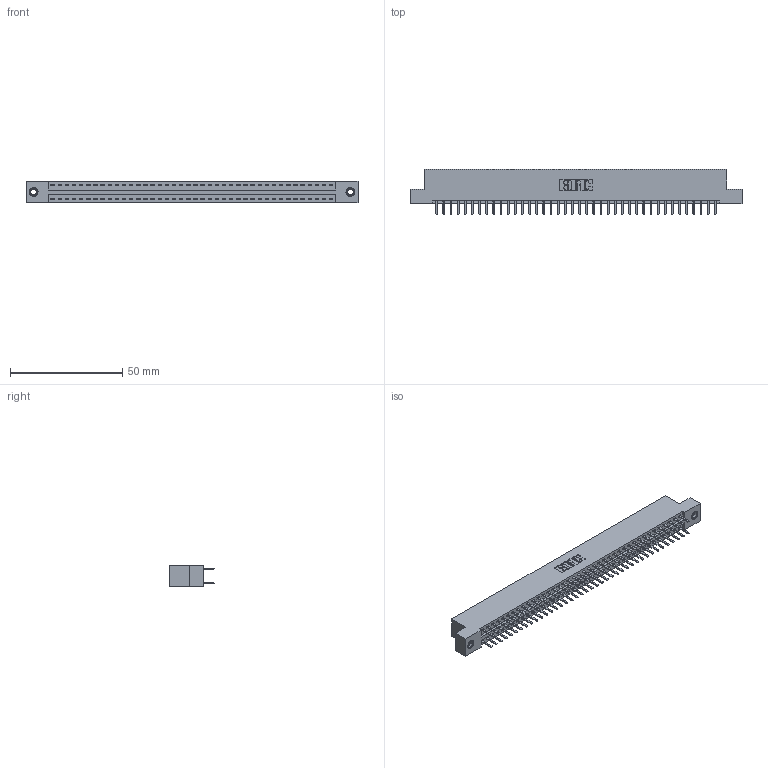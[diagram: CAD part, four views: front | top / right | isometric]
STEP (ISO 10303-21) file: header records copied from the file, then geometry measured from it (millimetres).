
FILE_DESCRIPTION (( 'STEP AP203' ), '1' );
FILE_NAME ('396-080-520-207.STEP', '2019-10-30T22:29:14', ( '' ), ( '' ), 'SwSTEP 2.0', 'SolidWorks 2016', '' );
FILE_SCHEMA (( 'CONFIG_CONTROL_DESIGN' ));
Length unit declared in the file: inch
Products named in the file (4): 345-292-001_345-293-120; 345-250-001_345-250-005-103; 346 Part_Flush Mounting Lugs - 0.156 Dia-TI; 396-080-520-207
Assembly tree (83 placements, depth 2):
  396-080-520-207
    346 Part_Flush Mounting Lugs - 0.156 Dia-TI
    345-292-001_345-293-120  x80
    345-250-001_345-250-005-103  x2
Bounding box: 147.57 x 20.02 x 9.4 mm (x, y, z)
Volume: 14326.1 mm3; surface area: 19612.1 mm2
Topology: 83 solids, 83 shells, 4662 faces, 13505 edges, 8782 vertices
Faces by surface type: plane 3068, cylinder 1578, cone 12, torus 4
Entity records: 27674 total; most frequent: CARTESIAN_POINT 4559, ORIENTED_EDGE 4474, DIRECTION 4083, EDGE_CURVE 2237, VECTOR 1921, LINE 1921, VERTEX_POINT 1484, AXIS2_PLACEMENT_3D 1081
